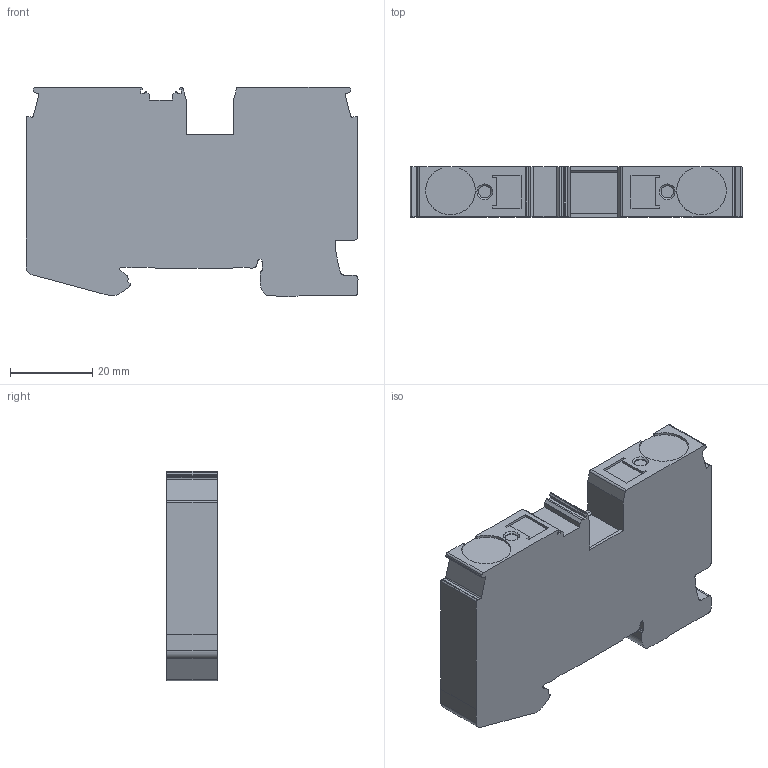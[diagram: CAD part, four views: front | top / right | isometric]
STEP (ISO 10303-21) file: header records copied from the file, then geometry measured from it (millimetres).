
FILE_DESCRIPTION( ( 'Unknown' ), '1' );
FILE_NAME( '零件1.stp', 'Unknown', ( 'Unknown' ), ( 'Unknown' ), 'XStep 1.0', 'Unknown', ' ' );
FILE_SCHEMA( ( 'automotive_design' ) );
Length unit declared in the file: millimetre
Products named in the file (1): asm0826_stp
Bounding box: 80.6 x 12.2 x 50.83 mm (x, y, z)
Volume: 43184.6 mm3; surface area: 11102.1 mm2
Topology: 1 solids, 2 shells, 181 faces, 522 edges, 349 vertices
Faces by surface type: plane 126, cylinder 52, cone 2, extrusion 1
Full cylindrical faces by diameter (mm): 2.999 x2
Entity records: 7384 total; most frequent: CARTESIAN_POINT 1154, ORIENTED_EDGE 1032, DIRECTION 949, EDGE_CURVE 516, VECTOR 369, LINE 368, VERTEX_POINT 347, AXIS2_PLACEMENT_3D 290
